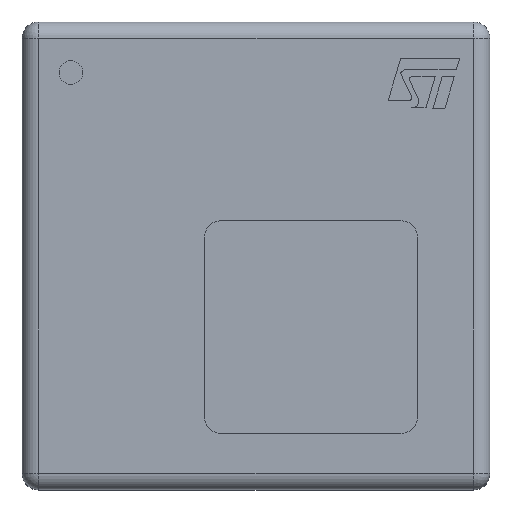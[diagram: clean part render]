
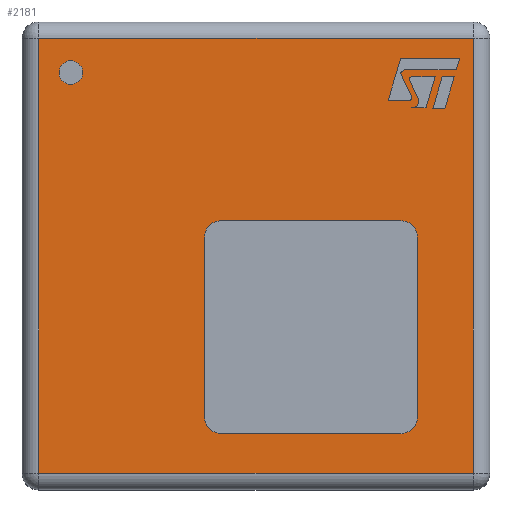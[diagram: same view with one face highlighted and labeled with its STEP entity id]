
A CAD part, top view. The second image highlights one B-rep face of the part: STEP entity #2181.
In plain terms, the highlighted planar face has unit normal (0, 0, 1).
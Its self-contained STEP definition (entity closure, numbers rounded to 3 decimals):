
#35=FACE_BOUND('',#359,.T.);
#95=PLANE('',#2362);
#218=FACE_OUTER_BOUND('',#358,.T.);
#358=EDGE_LOOP('',(#1620,#1621,#1622,#1623));
#359=EDGE_LOOP('',(#1624,#1625,#1626,#1627,#1628,#1629,#1630,#1631));
#495=LINE('',#3245,#743);
#497=LINE('',#3253,#745);
#499=LINE('',#3263,#747);
#501=LINE('',#3272,#749);
#509=LINE('',#3298,#757);
#510=LINE('',#3302,#758);
#511=LINE('',#3306,#759);
#512=LINE('',#3310,#760);
#743=VECTOR('',#2586,1.86);
#745=VECTOR('',#2594,1.86);
#747=VECTOR('',#2606,1.86);
#749=VECTOR('',#2618,1.86);
#757=VECTOR('',#2648,0.77);
#758=VECTOR('',#2651,0.77);
#759=VECTOR('',#2654,0.77);
#760=VECTOR('',#2657,0.77);
#996=CIRCLE('',#2363,0.07);
#997=CIRCLE('',#2364,0.07);
#998=CIRCLE('',#2365,0.07);
#999=CIRCLE('',#2366,0.07);
#1044=VERTEX_POINT('',#3238);
#1047=VERTEX_POINT('',#3243);
#1048=VERTEX_POINT('',#3247);
#1051=VERTEX_POINT('',#3257);
#1061=VERTEX_POINT('',#3296);
#1062=VERTEX_POINT('',#3297);
#1063=VERTEX_POINT('',#3299);
#1064=VERTEX_POINT('',#3301);
#1065=VERTEX_POINT('',#3303);
#1066=VERTEX_POINT('',#3305);
#1067=VERTEX_POINT('',#3307);
#1068=VERTEX_POINT('',#3309);
#1253=EDGE_CURVE('',#1047,#1044,#495,.T.);
#1257=EDGE_CURVE('',#1044,#1048,#497,.T.);
#1262=EDGE_CURVE('',#1048,#1051,#499,.T.);
#1267=EDGE_CURVE('',#1051,#1047,#501,.T.);
#1279=EDGE_CURVE('',#1061,#1062,#509,.T.);
#1280=EDGE_CURVE('',#1063,#1062,#996,.T.);
#1281=EDGE_CURVE('',#1063,#1064,#510,.T.);
#1282=EDGE_CURVE('',#1065,#1064,#997,.T.);
#1283=EDGE_CURVE('',#1065,#1066,#511,.T.);
#1284=EDGE_CURVE('',#1067,#1066,#998,.T.);
#1285=EDGE_CURVE('',#1067,#1068,#512,.T.);
#1286=EDGE_CURVE('',#1061,#1068,#999,.T.);
#1620=ORIENTED_EDGE('',*,*,#1253,.F.);
#1621=ORIENTED_EDGE('',*,*,#1267,.F.);
#1622=ORIENTED_EDGE('',*,*,#1262,.F.);
#1623=ORIENTED_EDGE('',*,*,#1257,.F.);
#1624=ORIENTED_EDGE('',*,*,#1279,.T.);
#1625=ORIENTED_EDGE('',*,*,#1280,.F.);
#1626=ORIENTED_EDGE('',*,*,#1281,.T.);
#1627=ORIENTED_EDGE('',*,*,#1282,.F.);
#1628=ORIENTED_EDGE('',*,*,#1283,.T.);
#1629=ORIENTED_EDGE('',*,*,#1284,.F.);
#1630=ORIENTED_EDGE('',*,*,#1285,.T.);
#1631=ORIENTED_EDGE('',*,*,#1286,.F.);
#2181=ADVANCED_FACE('',(#218,#35),#95,.T.);
#2362=AXIS2_PLACEMENT_3D('',#3295,#2646,#2647);
#2363=AXIS2_PLACEMENT_3D('',#3300,#2649,#2650);
#2364=AXIS2_PLACEMENT_3D('',#3304,#2652,#2653);
#2365=AXIS2_PLACEMENT_3D('',#3308,#2655,#2656);
#2366=AXIS2_PLACEMENT_3D('',#3311,#2658,#2659);
#2586=DIRECTION('',(0.,1.,0.));
#2594=DIRECTION('',(1.,0.,0.));
#2606=DIRECTION('',(0.,-1.,0.));
#2618=DIRECTION('',(-1.,0.,0.));
#2646=DIRECTION('center_axis',(0.,0.,1.));
#2647=DIRECTION('ref_axis',(1.,0.,0.));
#2648=DIRECTION('',(1.,0.,0.));
#2649=DIRECTION('center_axis',(0.,0.,1.));
#2650=DIRECTION('ref_axis',(0.707,0.707,0.));
#2651=DIRECTION('',(0.,-1.,0.));
#2652=DIRECTION('center_axis',(0.,0.,1.));
#2653=DIRECTION('ref_axis',(0.707,-0.707,0.));
#2654=DIRECTION('',(-1.,0.,0.));
#2655=DIRECTION('center_axis',(0.,0.,1.));
#2656=DIRECTION('ref_axis',(-0.707,-0.707,0.));
#2657=DIRECTION('',(0.,1.,0.));
#2658=DIRECTION('center_axis',(0.,0.,1.));
#2659=DIRECTION('ref_axis',(-0.707,0.707,0.));
#3238=CARTESIAN_POINT('',(-0.93,0.93,0.75));
#3243=CARTESIAN_POINT('',(-0.93,-0.93,0.75));
#3245=CARTESIAN_POINT('',(-0.93,0.5,0.75));
#3247=CARTESIAN_POINT('',(0.93,0.93,0.75));
#3253=CARTESIAN_POINT('',(0.5,0.93,0.75));
#3257=CARTESIAN_POINT('',(0.93,-0.93,0.75));
#3263=CARTESIAN_POINT('',(0.93,-0.5,0.75));
#3272=CARTESIAN_POINT('',(-0.5,-0.93,0.75));
#3295=CARTESIAN_POINT('Origin',(0.,0.,0.75));
#3296=CARTESIAN_POINT('',(-0.15,0.15,0.75));
#3297=CARTESIAN_POINT('',(0.62,0.15,0.75));
#3298=CARTESIAN_POINT('',(-0.11,0.15,0.75));
#3299=CARTESIAN_POINT('',(0.69,0.08,0.75));
#3300=CARTESIAN_POINT('Origin',(0.62,0.08,0.75));
#3301=CARTESIAN_POINT('',(0.69,-0.69,0.75));
#3302=CARTESIAN_POINT('',(0.69,0.075,0.75));
#3303=CARTESIAN_POINT('',(0.62,-0.76,0.75));
#3304=CARTESIAN_POINT('Origin',(0.62,-0.69,0.75));
#3305=CARTESIAN_POINT('',(-0.15,-0.76,0.75));
#3306=CARTESIAN_POINT('',(0.345,-0.76,0.75));
#3307=CARTESIAN_POINT('',(-0.22,-0.69,0.75));
#3308=CARTESIAN_POINT('Origin',(-0.15,-0.69,0.75));
#3309=CARTESIAN_POINT('',(-0.22,0.08,0.75));
#3310=CARTESIAN_POINT('',(-0.22,-0.38,0.75));
#3311=CARTESIAN_POINT('Origin',(-0.15,0.08,0.75));
